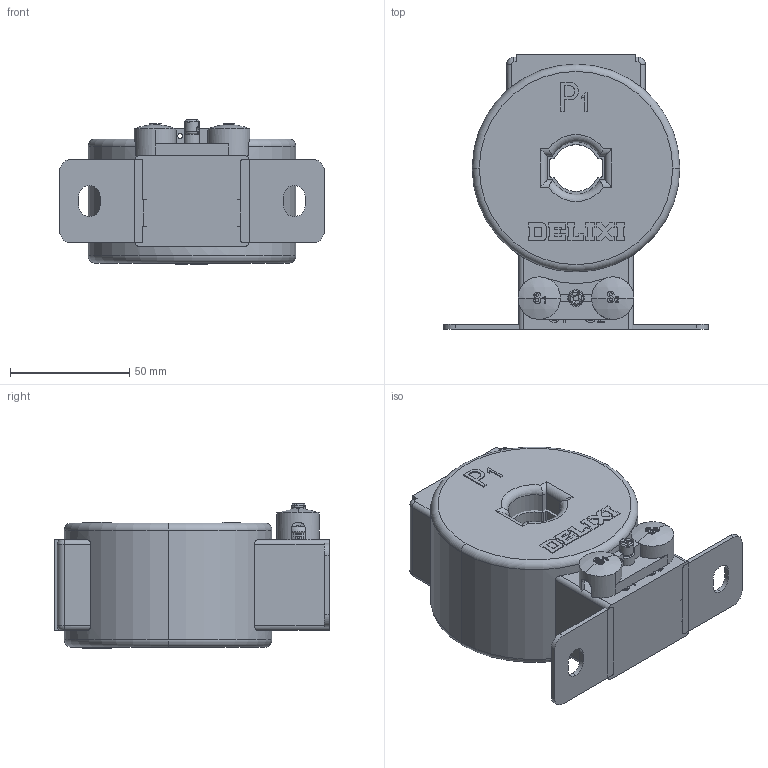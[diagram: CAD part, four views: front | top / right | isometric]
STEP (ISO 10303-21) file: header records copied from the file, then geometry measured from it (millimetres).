
FILE_DESCRIPTION (( 'STEP AP203' ), '1' );
FILE_NAME ('LMZJ1-0.5 20型.STEP', '2025-04-14T10:14:07', ( '微软用户' ), ( '微软中国' ), 'SwSTEP 2.0', 'SolidWorks 2019', '' );
FILE_SCHEMA (( 'CONFIG_CONTROL_DESIGN' ));
Length unit declared in the file: inch
Products named in the file (10): 蹟隊; 諉盄蹟佪3; 盓殤0.5; LMZJ1-0.5   20倰; 肣И璃4x5; 悵誘欶; 杶郋; 肣И璃5x8; 0.2撰50-100; 垫圈
Assembly tree (14 placements, depth 2):
  LMZJ1-0.5   20倰
    0.2撰50-100
    盓殤0.5
    杶郋
    肣И璃5x8  x2
    肣И璃4x5
    垫圈  x4
    諉盄蹟佪3  x2
    悵誘欶
    蹟隊
Bounding box: 111 x 115 x 60.4 mm (x, y, z)
Volume: 364406.2 mm3; surface area: 53119.3 mm2
Topology: 14 solids, 14 shells, 2964 faces, 8102 edges, 5368 vertices
Faces by surface type: plane 1652, bspline 704, cylinder 543, torus 26, cone 21, sphere 18
Entity records: 115674 total; most frequent: CARTESIAN_POINT 51382, ORIENTED_EDGE 14452, DIRECTION 10581, EDGE_CURVE 7226, VECTOR 4873, LINE 4873, VERTEX_POINT 4796, EDGE_LOOP 2880
